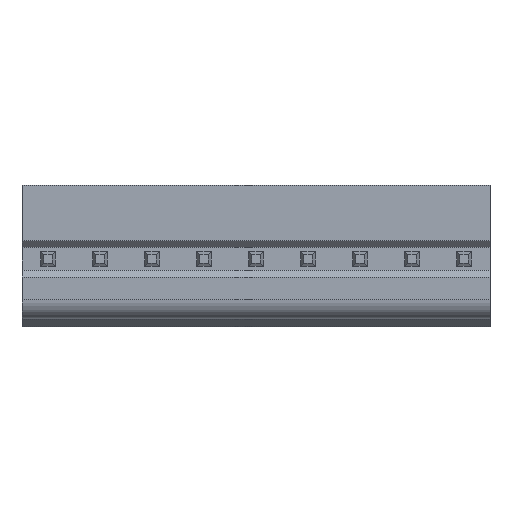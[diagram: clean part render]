
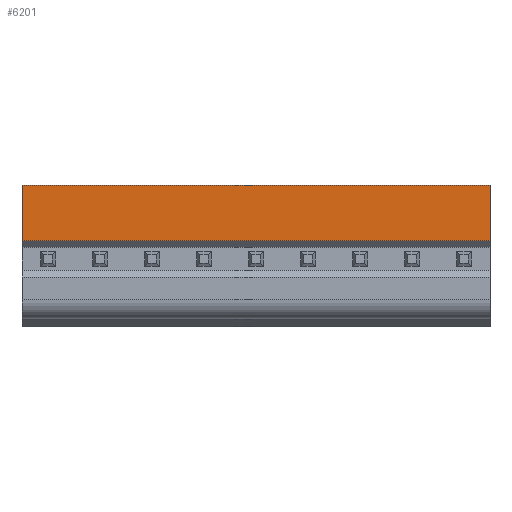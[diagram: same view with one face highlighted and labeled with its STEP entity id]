
A CAD part, front view. The second image highlights one B-rep face of the part: STEP entity #6201.
In plain terms, the highlighted planar face has unit normal (0, -1, 0).
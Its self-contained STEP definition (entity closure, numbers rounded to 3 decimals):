
#32 = PLANE('',#33);
#33 = AXIS2_PLACEMENT_3D('',#34,#35,#36);
#34 = CARTESIAN_POINT('',(17.82,4.471,3.433));
#35 = DIRECTION('',(1.,-0.,0.));
#36 = DIRECTION('',(0.,0.,-1.));
#207 = VERTEX_POINT('',#208);
#208 = CARTESIAN_POINT('',(17.82,0.,10.2));
#222 = PLANE('',#223);
#223 = AXIS2_PLACEMENT_3D('',#224,#225,#226);
#224 = CARTESIAN_POINT('',(17.82,3.2,10.2));
#225 = DIRECTION('',(0.,0.,1.));
#226 = DIRECTION('',(-0.,-1.,0.));
#234 = EDGE_CURVE('',#207,#235,#237,.T.);
#235 = VERTEX_POINT('',#236);
#236 = CARTESIAN_POINT('',(17.82,0.,5.975));
#237 = SURFACE_CURVE('',#238,(#242,#249),.PCURVE_S1.);
#238 = LINE('',#239,#240);
#239 = CARTESIAN_POINT('',(17.82,0.,10.2));
#240 = VECTOR('',#241,1.);
#241 = DIRECTION('',(0.,0.,-1.));
#242 = PCURVE('',#32,#243);
#243 = DEFINITIONAL_REPRESENTATION('',(#244),#248);
#244 = LINE('',#245,#246);
#245 = CARTESIAN_POINT('',(-6.767,-4.471));
#246 = VECTOR('',#247,1.);
#247 = DIRECTION('',(1.,0.));
#248 = ( GEOMETRIC_REPRESENTATION_CONTEXT(2) 
PARAMETRIC_REPRESENTATION_CONTEXT() REPRESENTATION_CONTEXT('2D SPACE',''
  ) );
#249 = PCURVE('',#250,#255);
#250 = PLANE('',#251);
#251 = AXIS2_PLACEMENT_3D('',#252,#253,#254);
#252 = CARTESIAN_POINT('',(17.82,0.,10.2));
#253 = DIRECTION('',(-0.,-1.,0.));
#254 = DIRECTION('',(0.,0.,-1.));
#255 = DEFINITIONAL_REPRESENTATION('',(#256),#260);
#256 = LINE('',#257,#258);
#257 = CARTESIAN_POINT('',(0.,-0.));
#258 = VECTOR('',#259,1.);
#259 = DIRECTION('',(1.,0.));
#260 = ( GEOMETRIC_REPRESENTATION_CONTEXT(2) 
PARAMETRIC_REPRESENTATION_CONTEXT() REPRESENTATION_CONTEXT('2D SPACE',''
  ) );
#278 = PLANE('',#279);
#279 = AXIS2_PLACEMENT_3D('',#280,#281,#282);
#280 = CARTESIAN_POINT('',(17.82,0.5,5.475));
#281 = DIRECTION('',(0.,0.707,0.707)
  );
#282 = DIRECTION('',(0.,-0.707,0.707)
  );
#687 = PLANE('',#688);
#688 = AXIS2_PLACEMENT_3D('',#689,#690,#691);
#689 = CARTESIAN_POINT('',(-17.82,4.471,3.433));
#690 = DIRECTION('',(1.,-0.,0.));
#691 = DIRECTION('',(0.,0.,-1.));
#850 = VERTEX_POINT('',#851);
#851 = CARTESIAN_POINT('',(-17.82,0.,10.2));
#872 = EDGE_CURVE('',#850,#873,#875,.T.);
#873 = VERTEX_POINT('',#874);
#874 = CARTESIAN_POINT('',(-17.82,0.,5.975));
#875 = SURFACE_CURVE('',#876,(#880,#887),.PCURVE_S1.);
#876 = LINE('',#877,#878);
#877 = CARTESIAN_POINT('',(-17.82,0.,10.2));
#878 = VECTOR('',#879,1.);
#879 = DIRECTION('',(0.,0.,-1.));
#880 = PCURVE('',#687,#881);
#881 = DEFINITIONAL_REPRESENTATION('',(#882),#886);
#882 = LINE('',#883,#884);
#883 = CARTESIAN_POINT('',(-6.767,-4.471));
#884 = VECTOR('',#885,1.);
#885 = DIRECTION('',(1.,0.));
#886 = ( GEOMETRIC_REPRESENTATION_CONTEXT(2) 
PARAMETRIC_REPRESENTATION_CONTEXT() REPRESENTATION_CONTEXT('2D SPACE',''
  ) );
#887 = PCURVE('',#250,#888);
#888 = DEFINITIONAL_REPRESENTATION('',(#889),#893);
#889 = LINE('',#890,#891);
#890 = CARTESIAN_POINT('',(0.,-35.64));
#891 = VECTOR('',#892,1.);
#892 = DIRECTION('',(1.,0.));
#893 = ( GEOMETRIC_REPRESENTATION_CONTEXT(2) 
PARAMETRIC_REPRESENTATION_CONTEXT() REPRESENTATION_CONTEXT('2D SPACE',''
  ) );
#6181 = EDGE_CURVE('',#207,#850,#6182,.T.);
#6182 = SURFACE_CURVE('',#6183,(#6187,#6194),.PCURVE_S1.);
#6183 = LINE('',#6184,#6185);
#6184 = CARTESIAN_POINT('',(17.82,0.,10.2));
#6185 = VECTOR('',#6186,1.);
#6186 = DIRECTION('',(-1.,0.,0.));
#6187 = PCURVE('',#222,#6188);
#6188 = DEFINITIONAL_REPRESENTATION('',(#6189),#6193);
#6189 = LINE('',#6190,#6191);
#6190 = CARTESIAN_POINT('',(3.2,0.));
#6191 = VECTOR('',#6192,1.);
#6192 = DIRECTION('',(0.,-1.));
#6193 = ( GEOMETRIC_REPRESENTATION_CONTEXT(2) 
PARAMETRIC_REPRESENTATION_CONTEXT() REPRESENTATION_CONTEXT('2D SPACE',''
  ) );
#6194 = PCURVE('',#250,#6195);
#6195 = DEFINITIONAL_REPRESENTATION('',(#6196),#6200);
#6196 = LINE('',#6197,#6198);
#6197 = CARTESIAN_POINT('',(0.,-0.));
#6198 = VECTOR('',#6199,1.);
#6199 = DIRECTION('',(0.,-1.));
#6200 = ( GEOMETRIC_REPRESENTATION_CONTEXT(2) 
PARAMETRIC_REPRESENTATION_CONTEXT() REPRESENTATION_CONTEXT('2D SPACE',''
  ) );
#6201 = ADVANCED_FACE('',(#6202),#250,.T.);
#6202 = FACE_BOUND('',#6203,.T.);
#6203 = EDGE_LOOP('',(#6204,#6205,#6206,#6207));
#6204 = ORIENTED_EDGE('',*,*,#234,.F.);
#6205 = ORIENTED_EDGE('',*,*,#6181,.T.);
#6206 = ORIENTED_EDGE('',*,*,#872,.T.);
#6207 = ORIENTED_EDGE('',*,*,#6208,.F.);
#6208 = EDGE_CURVE('',#235,#873,#6209,.T.);
#6209 = SURFACE_CURVE('',#6210,(#6214,#6221),.PCURVE_S1.);
#6210 = LINE('',#6211,#6212);
#6211 = CARTESIAN_POINT('',(17.82,0.,5.975));
#6212 = VECTOR('',#6213,1.);
#6213 = DIRECTION('',(-1.,0.,0.));
#6214 = PCURVE('',#250,#6215);
#6215 = DEFINITIONAL_REPRESENTATION('',(#6216),#6220);
#6216 = LINE('',#6217,#6218);
#6217 = CARTESIAN_POINT('',(4.225,0.));
#6218 = VECTOR('',#6219,1.);
#6219 = DIRECTION('',(0.,-1.));
#6220 = ( GEOMETRIC_REPRESENTATION_CONTEXT(2) 
PARAMETRIC_REPRESENTATION_CONTEXT() REPRESENTATION_CONTEXT('2D SPACE',''
  ) );
#6221 = PCURVE('',#278,#6222);
#6222 = DEFINITIONAL_REPRESENTATION('',(#6223),#6227);
#6223 = LINE('',#6224,#6225);
#6224 = CARTESIAN_POINT('',(0.707,0.));
#6225 = VECTOR('',#6226,1.);
#6226 = DIRECTION('',(0.,-1.));
#6227 = ( GEOMETRIC_REPRESENTATION_CONTEXT(2) 
PARAMETRIC_REPRESENTATION_CONTEXT() REPRESENTATION_CONTEXT('2D SPACE',''
  ) );
